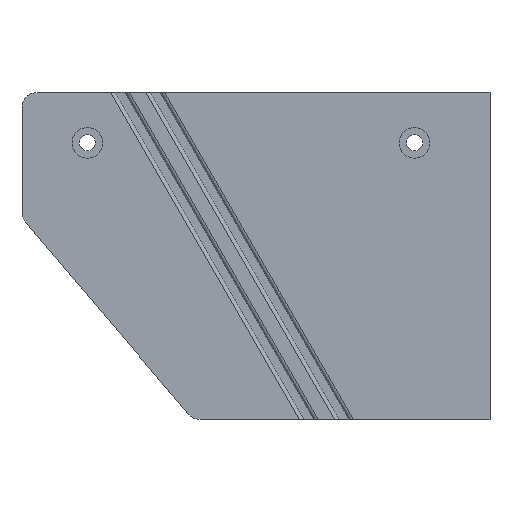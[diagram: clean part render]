
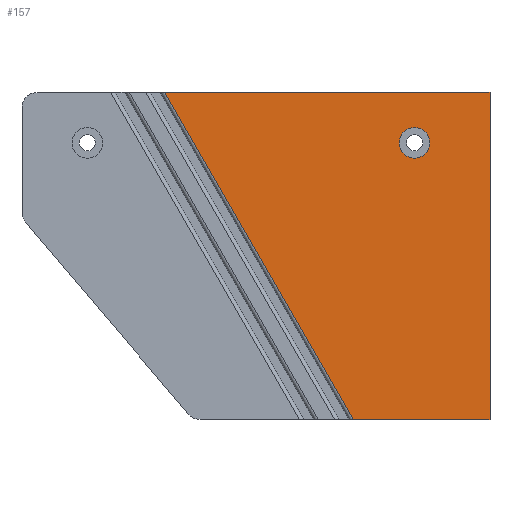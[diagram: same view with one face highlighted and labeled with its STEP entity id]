
A CAD part, front view. The second image highlights one B-rep face of the part: STEP entity #157.
In plain terms, the highlighted planar face has unit normal (0, -1, 0).
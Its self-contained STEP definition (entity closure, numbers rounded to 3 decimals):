
#21 = EDGE_CURVE('',#22,#24,#26,.T.);
#22 = VERTEX_POINT('',#23);
#23 = CARTESIAN_POINT('',(-64.662,-153.,20.));
#24 = VERTEX_POINT('',#25);
#25 = CARTESIAN_POINT('',(0.,-153.,20.));
#26 = LINE('',#27,#28);
#27 = CARTESIAN_POINT('',(-93.,-153.,20.));
#28 = VECTOR('',#29,1.);
#29 = DIRECTION('',(1.,0.,0.));
#157 = ADVANCED_FACE('',(#158,#183),#194,.F.);
#158 = FACE_BOUND('',#159,.T.);
#159 = EDGE_LOOP('',(#160,#161,#169,#177));
#160 = ORIENTED_EDGE('',*,*,#21,.F.);
#161 = ORIENTED_EDGE('',*,*,#162,.F.);
#162 = EDGE_CURVE('',#163,#22,#165,.T.);
#163 = VERTEX_POINT('',#164);
#164 = CARTESIAN_POINT('',(-27.134,-153.,-45.));
#165 = LINE('',#166,#167);
#166 = CARTESIAN_POINT('',(-27.35,-153.,-44.625));
#167 = VECTOR('',#168,1.);
#168 = DIRECTION('',(-0.5,0.,0.866));
#169 = ORIENTED_EDGE('',*,*,#170,.F.);
#170 = EDGE_CURVE('',#171,#163,#173,.T.);
#171 = VERTEX_POINT('',#172);
#172 = CARTESIAN_POINT('',(0.,-153.,-45.));
#173 = LINE('',#174,#175);
#174 = CARTESIAN_POINT('',(0.,-153.,-45.));
#175 = VECTOR('',#176,1.);
#176 = DIRECTION('',(-1.,-0.,-0.));
#177 = ORIENTED_EDGE('',*,*,#178,.F.);
#178 = EDGE_CURVE('',#24,#171,#179,.T.);
#179 = LINE('',#180,#181);
#180 = CARTESIAN_POINT('',(0.,-153.,20.));
#181 = VECTOR('',#182,1.);
#182 = DIRECTION('',(0.,0.,-1.));
#183 = FACE_BOUND('',#184,.T.);
#184 = EDGE_LOOP('',(#185));
#185 = ORIENTED_EDGE('',*,*,#186,.T.);
#186 = EDGE_CURVE('',#187,#187,#189,.T.);
#187 = VERTEX_POINT('',#188);
#188 = CARTESIAN_POINT('',(-18.05,-153.,10.));
#189 = CIRCLE('',#190,3.05);
#190 = AXIS2_PLACEMENT_3D('',#191,#192,#193);
#191 = CARTESIAN_POINT('',(-15.,-153.,10.));
#192 = DIRECTION('',(0.,1.,0.));
#193 = DIRECTION('',(-1.,0.,0.));
#194 = PLANE('',#195);
#195 = AXIS2_PLACEMENT_3D('',#196,#197,#198);
#196 = CARTESIAN_POINT('',(-42.037,-153.,-9.278));
#197 = DIRECTION('',(0.,1.,0.));
#198 = DIRECTION('',(0.,0.,-1.));
